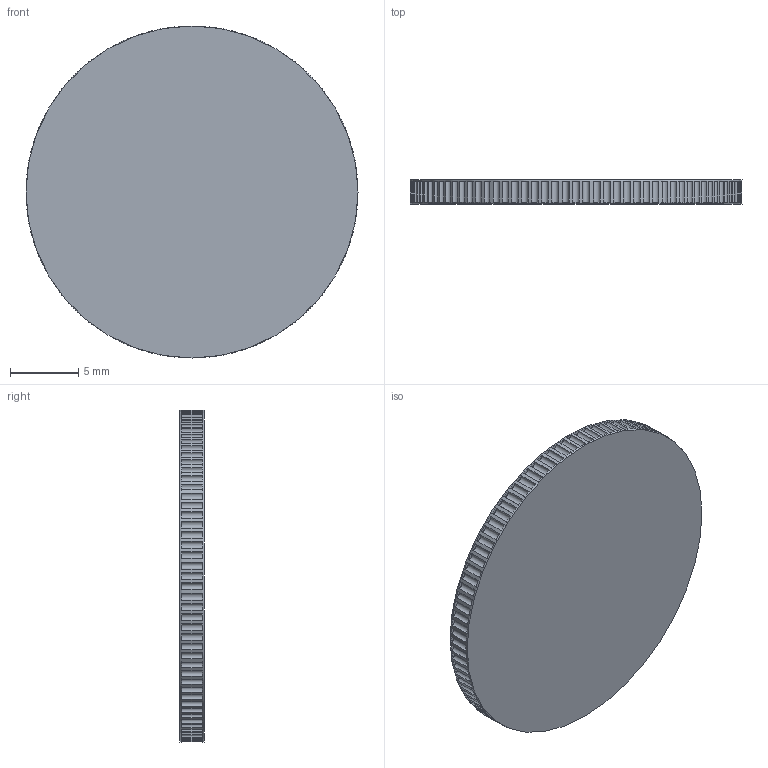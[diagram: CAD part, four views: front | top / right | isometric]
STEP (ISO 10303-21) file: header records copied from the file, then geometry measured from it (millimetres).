
FILE_DESCRIPTION (( 'STEP AP203' ), '1' );
FILE_NAME ('Quarter.STEP', '2020-02-01T06:53:25', ( '' ), ( '' ), 'SwSTEP 2.0', 'SolidWorks 2013', '' );
FILE_SCHEMA (( 'CONFIG_CONTROL_DESIGN' ));
Length unit declared in the file: inch
Products named in the file (1): Quarter
Bounding box: 24.33 x 1.78 x 24.33 mm (x, y, z)
Volume: 801.9 mm3; surface area: 1138.4 mm2
Topology: 1 solids, 1 shells, 1007 faces, 2499 edges, 1666 vertices
Faces by surface type: plane 688, bspline 168, cylinder 151
Entity records: 39834 total; most frequent: CARTESIAN_POINT 16365, ORIENTED_EDGE 4998, DIRECTION 4349, EDGE_CURVE 2499, VERTEX_POINT 1666, LINE 1657, VECTOR 1657, AXIS2_PLACEMENT_3D 1346
